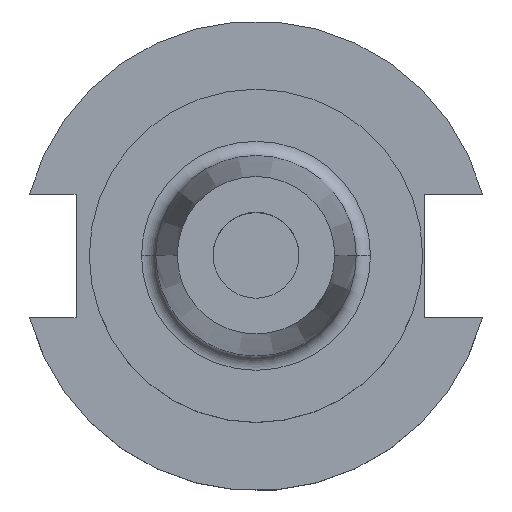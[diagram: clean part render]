
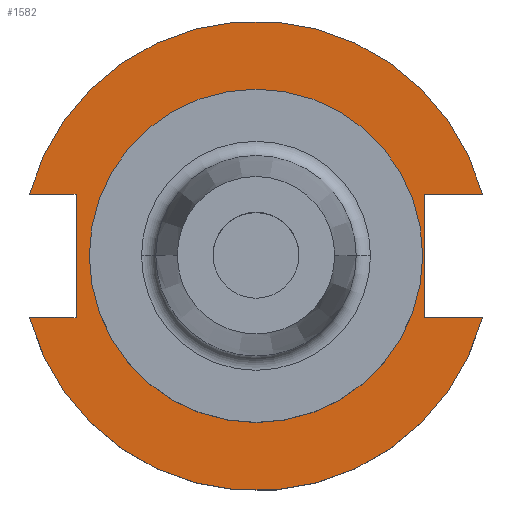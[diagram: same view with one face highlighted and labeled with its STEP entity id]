
A CAD part, top view. The second image highlights one B-rep face of the part: STEP entity #1582.
In plain terms, the highlighted planar face has unit normal (0, 0, 1).
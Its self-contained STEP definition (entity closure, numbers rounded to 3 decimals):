
#50 = CARTESIAN_POINT ( 'NONE',  ( 0., 0., 19.05 ) ) ;
#61 = ORIENTED_EDGE ( 'NONE', *, *, #169, .F. ) ;
#70 = CARTESIAN_POINT ( 'NONE',  ( 35.306, 12.954, 19.05 ) ) ;
#94 = AXIS2_PLACEMENT_3D ( 'NONE', #213, #1145, #352 ) ;
#123 = EDGE_CURVE ( 'NONE', #813, #1422, #1410, .T. ) ;
#132 = AXIS2_PLACEMENT_3D ( 'NONE', #638, #1717, #923 ) ;
#133 = CARTESIAN_POINT ( 'NONE',  ( 47.477, -12.954, 19.05 ) ) ;
#169 = EDGE_CURVE ( 'NONE', #1173, #1650, #712, .T. ) ;
#192 = DIRECTION ( 'NONE',  ( 1., 0., 0. ) ) ;
#199 = AXIS2_PLACEMENT_3D ( 'NONE', #1553, #902, #629 ) ;
#202 = VECTOR ( 'NONE', #412, 1000. ) ;
#213 = CARTESIAN_POINT ( 'NONE',  ( 0., 0., 19.05 ) ) ;
#233 = VERTEX_POINT ( 'NONE', #419 ) ;
#249 = EDGE_LOOP ( 'NONE', ( #1680, #678 ) ) ;
#307 = CIRCLE ( 'NONE', #94, 49.212 ) ;
#350 = CARTESIAN_POINT ( 'NONE',  ( -47.477, 12.954, 19.05 ) ) ;
#352 = DIRECTION ( 'NONE',  ( 1., 0., 0. ) ) ;
#360 = DIRECTION ( 'NONE',  ( -1., 0., 0. ) ) ;
#402 = EDGE_CURVE ( 'NONE', #1422, #813, #654, .T. ) ;
#412 = DIRECTION ( 'NONE',  ( 1., 0., 0. ) ) ;
#419 = CARTESIAN_POINT ( 'NONE',  ( 47.477, 12.954, 19.05 ) ) ;
#442 = CARTESIAN_POINT ( 'NONE',  ( -34.925, 0., 19.05 ) ) ;
#453 = EDGE_CURVE ( 'NONE', #233, #1484, #1636, .T. ) ;
#511 = ORIENTED_EDGE ( 'NONE', *, *, #932, .T. ) ;
#525 = EDGE_CURVE ( 'NONE', #1297, #957, #566, .T. ) ;
#566 = LINE ( 'NONE', #1755, #202 ) ;
#584 = ORIENTED_EDGE ( 'NONE', *, *, #1496, .F. ) ;
#628 = CARTESIAN_POINT ( 'NONE',  ( -37.719, 12.954, 19.05 ) ) ;
#629 = DIRECTION ( 'NONE',  ( 1., 0., 0. ) ) ;
#638 = CARTESIAN_POINT ( 'NONE',  ( 0., 49.212, 19.05 ) ) ;
#654 = CIRCLE ( 'NONE', #199, 34.925 ) ;
#678 = ORIENTED_EDGE ( 'NONE', *, *, #123, .F. ) ;
#683 = CARTESIAN_POINT ( 'NONE',  ( 35.306, -12.954, 19.05 ) ) ;
#689 = ORIENTED_EDGE ( 'NONE', *, *, #525, .F. ) ;
#694 = DIRECTION ( 'NONE',  ( 0., 0., 1. ) ) ;
#711 = ORIENTED_EDGE ( 'NONE', *, *, #1210, .T. ) ;
#712 = LINE ( 'NONE', #683, #1064 ) ;
#716 = VECTOR ( 'NONE', #1278, 1000. ) ;
#764 = VECTOR ( 'NONE', #1521, 1000. ) ;
#778 = EDGE_LOOP ( 'NONE', ( #511, #61, #878, #926, #711, #584, #1077, #689 ) ) ;
#780 = PLANE ( 'NONE',  #132 ) ;
#813 = VERTEX_POINT ( 'NONE', #442 ) ;
#878 = ORIENTED_EDGE ( 'NONE', *, *, #1110, .F. ) ;
#902 = DIRECTION ( 'NONE',  ( 0., 0., 1. ) ) ;
#919 = CARTESIAN_POINT ( 'NONE',  ( -63.719, 12.954, 19.05 ) ) ;
#923 = DIRECTION ( 'NONE',  ( 1., 0., 0. ) ) ;
#926 = ORIENTED_EDGE ( 'NONE', *, *, #453, .F. ) ;
#932 = EDGE_CURVE ( 'NONE', #1297, #1650, #1378, .T. ) ;
#937 = VECTOR ( 'NONE', #1691, 1000. ) ;
#949 = FACE_BOUND ( 'NONE', #249, .T. ) ;
#957 = VERTEX_POINT ( 'NONE', #1382 ) ;
#998 = DIRECTION ( 'NONE',  ( 0., 0., 1. ) ) ;
#1006 = CARTESIAN_POINT ( 'NONE',  ( -37.719, 12.954, 19.05 ) ) ;
#1063 = LINE ( 'NONE', #628, #716 ) ;
#1064 = VECTOR ( 'NONE', #1472, 1000. ) ;
#1077 = ORIENTED_EDGE ( 'NONE', *, *, #1401, .F. ) ;
#1102 = LINE ( 'NONE', #1563, #764 ) ;
#1110 = EDGE_CURVE ( 'NONE', #1484, #1173, #1102, .T. ) ;
#1145 = DIRECTION ( 'NONE',  ( 0., 0., 1. ) ) ;
#1173 = VERTEX_POINT ( 'NONE', #1671 ) ;
#1210 = EDGE_CURVE ( 'NONE', #233, #1346, #307, .T. ) ;
#1278 = DIRECTION ( 'NONE',  ( 0., 1., 0. ) ) ;
#1294 = LINE ( 'NONE', #919, #1612 ) ;
#1297 = VERTEX_POINT ( 'NONE', #1415 ) ;
#1323 = VERTEX_POINT ( 'NONE', #1006 ) ;
#1346 = VERTEX_POINT ( 'NONE', #350 ) ;
#1378 = CIRCLE ( 'NONE', #1597, 49.212 ) ;
#1382 = CARTESIAN_POINT ( 'NONE',  ( -37.719, -12.954, 19.05 ) ) ;
#1401 = EDGE_CURVE ( 'NONE', #957, #1323, #1063, .T. ) ;
#1410 = CIRCLE ( 'NONE', #1587, 34.925 ) ;
#1415 = CARTESIAN_POINT ( 'NONE',  ( -47.477, -12.954, 19.05 ) ) ;
#1422 = VERTEX_POINT ( 'NONE', #1697 ) ;
#1472 = DIRECTION ( 'NONE',  ( 1., 0., 0. ) ) ;
#1480 = DIRECTION ( 'NONE',  ( 1., 0., 0. ) ) ;
#1484 = VERTEX_POINT ( 'NONE', #1714 ) ;
#1496 = EDGE_CURVE ( 'NONE', #1323, #1346, #1294, .T. ) ;
#1521 = DIRECTION ( 'NONE',  ( 0., -1., 0. ) ) ;
#1553 = CARTESIAN_POINT ( 'NONE',  ( 0., 0., 19.05 ) ) ;
#1563 = CARTESIAN_POINT ( 'NONE',  ( 35.306, 12.954, 19.05 ) ) ;
#1575 = FACE_OUTER_BOUND ( 'NONE', #778, .T. ) ;
#1582 = ADVANCED_FACE ( 'NONE', ( #949, #1575 ), #780, .T. ) ;
#1587 = AXIS2_PLACEMENT_3D ( 'NONE', #1628, #694, #1480 ) ;
#1597 = AXIS2_PLACEMENT_3D ( 'NONE', #50, #998, #192 ) ;
#1612 = VECTOR ( 'NONE', #360, 1000. ) ;
#1628 = CARTESIAN_POINT ( 'NONE',  ( 0., 0., 19.05 ) ) ;
#1636 = LINE ( 'NONE', #70, #937 ) ;
#1650 = VERTEX_POINT ( 'NONE', #133 ) ;
#1671 = CARTESIAN_POINT ( 'NONE',  ( 35.306, -12.954, 19.05 ) ) ;
#1680 = ORIENTED_EDGE ( 'NONE', *, *, #402, .F. ) ;
#1691 = DIRECTION ( 'NONE',  ( -1., 0., 0. ) ) ;
#1697 = CARTESIAN_POINT ( 'NONE',  ( 34.925, 0., 19.05 ) ) ;
#1714 = CARTESIAN_POINT ( 'NONE',  ( 35.306, 12.954, 19.05 ) ) ;
#1717 = DIRECTION ( 'NONE',  ( 0., 0., 1. ) ) ;
#1755 = CARTESIAN_POINT ( 'NONE',  ( -63.719, -12.954, 19.05 ) ) ;
